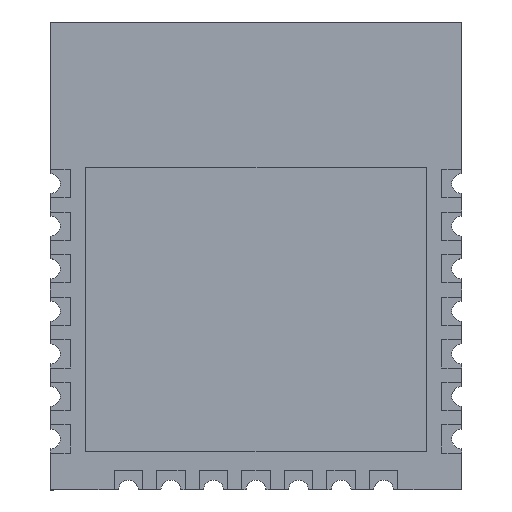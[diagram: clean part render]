
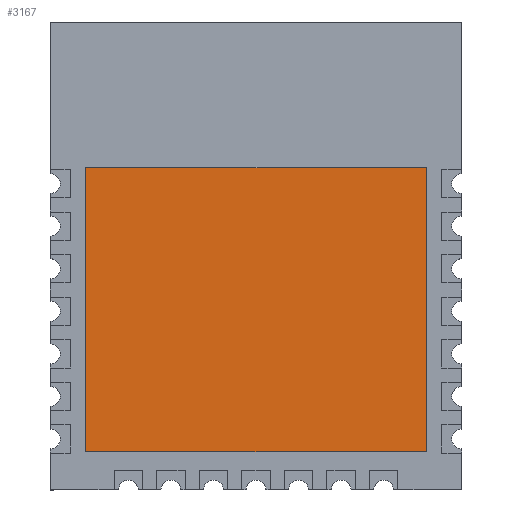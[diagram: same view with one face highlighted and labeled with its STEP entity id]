
A CAD part, top view. The second image highlights one B-rep face of the part: STEP entity #3167.
In plain terms, the highlighted planar face has unit normal (0, 0, 1).
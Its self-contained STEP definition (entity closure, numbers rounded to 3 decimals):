
#100 = EDGE_CURVE ( 'NONE', #776, #6295, #8973, .T. ) ;
#305 = FACE_OUTER_BOUND ( 'NONE', #9332, .T. ) ;
#321 = ORIENTED_EDGE ( 'NONE', *, *, #7151, .T. ) ;
#776 = VERTEX_POINT ( 'NONE', #4363 ) ;
#794 = VERTEX_POINT ( 'NONE', #12363 ) ;
#990 = DIRECTION ( 'NONE',  ( 1., 0., 0. ) ) ;
#1416 = ORIENTED_EDGE ( 'NONE', *, *, #100, .T. ) ;
#1875 = LINE ( 'NONE', #6898, #6759 ) ;
#2115 = AXIS2_PLACEMENT_3D ( 'NONE', #4847, #7454, #10612 ) ;
#3167 = ADVANCED_FACE ( 'NONE', ( #305 ), #11978, .T. ) ;
#3345 = ORIENTED_EDGE ( 'NONE', *, *, #5893, .T. ) ;
#4363 = CARTESIAN_POINT ( 'NONE',  ( 6., 3.1, 2.55 ) ) ;
#4456 = LINE ( 'NONE', #10279, #4575 ) ;
#4575 = VECTOR ( 'NONE', #10090, 1000. ) ;
#4847 = CARTESIAN_POINT ( 'NONE',  ( 0., -1.9, 2.55 ) ) ;
#5179 = CARTESIAN_POINT ( 'NONE',  ( 6., 3.1, 2.55 ) ) ;
#5893 = EDGE_CURVE ( 'NONE', #6295, #794, #1875, .T. ) ;
#6295 = VERTEX_POINT ( 'NONE', #11788 ) ;
#6759 = VECTOR ( 'NONE', #7600, 1000. ) ;
#6898 = CARTESIAN_POINT ( 'NONE',  ( -6., 3.1, 2.55 ) ) ;
#7058 = CARTESIAN_POINT ( 'NONE',  ( 6., -6.9, 2.55 ) ) ;
#7128 = DIRECTION ( 'NONE',  ( -1., 0., 0. ) ) ;
#7151 = EDGE_CURVE ( 'NONE', #11422, #776, #4456, .T. ) ;
#7368 = EDGE_CURVE ( 'NONE', #794, #11422, #9635, .T. ) ;
#7454 = DIRECTION ( 'NONE',  ( 0., 0., 1. ) ) ;
#7600 = DIRECTION ( 'NONE',  ( 0., -1., 0. ) ) ;
#8973 = LINE ( 'NONE', #5179, #10986 ) ;
#9332 = EDGE_LOOP ( 'NONE', ( #321, #1416, #3345, #10471 ) ) ;
#9523 = VECTOR ( 'NONE', #990, 1000. ) ;
#9635 = LINE ( 'NONE', #11345, #9523 ) ;
#10090 = DIRECTION ( 'NONE',  ( 0., 1., 0. ) ) ;
#10279 = CARTESIAN_POINT ( 'NONE',  ( 6., -6.9, 2.55 ) ) ;
#10471 = ORIENTED_EDGE ( 'NONE', *, *, #7368, .T. ) ;
#10612 = DIRECTION ( 'NONE',  ( -1., 0., 0. ) ) ;
#10986 = VECTOR ( 'NONE', #7128, 1000. ) ;
#11345 = CARTESIAN_POINT ( 'NONE',  ( -6., -6.9, 2.55 ) ) ;
#11422 = VERTEX_POINT ( 'NONE', #7058 ) ;
#11788 = CARTESIAN_POINT ( 'NONE',  ( -6., 3.1, 2.55 ) ) ;
#11978 = PLANE ( 'NONE',  #2115 ) ;
#12363 = CARTESIAN_POINT ( 'NONE',  ( -6., -6.9, 2.55 ) ) ;
